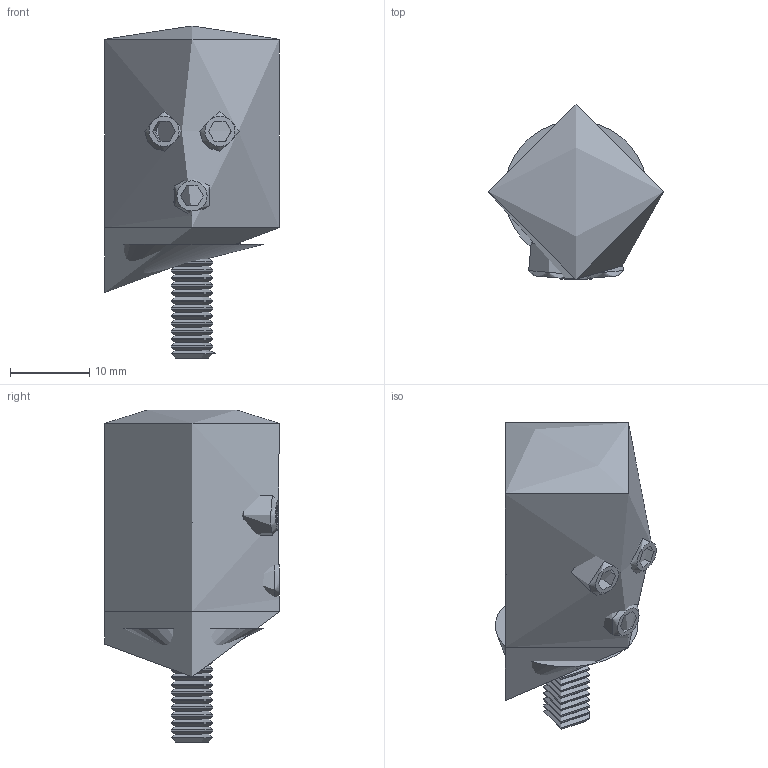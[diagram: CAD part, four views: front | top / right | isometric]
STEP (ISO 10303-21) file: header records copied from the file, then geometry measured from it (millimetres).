
FILE_DESCRIPTION (( 'STEP AP203' ), '1' );
FILE_NAME ('50404-240ASTO.step', '2020-02-11T08:02:56', ( '' ), ( '' ), 'SwSTEP 2.0', 'SolidWorks 2015', '' );
FILE_SCHEMA (( 'CONFIG_CONTROL_DESIGN' ));
Length unit declared in the file: millimetre
Products named in the file (13): DIN914_DIN 914 M5x6; socket countersunk head screw_din_DIN 7991 - M6 x 25 --- 25S; Querstabhalter Teil1 Konfig; Querstabhalter Teil2 Konfig; Querstabhalter Teil1 Konfig_50XXX-240ASTO Teil1 �10,2; DIN913_DIN 913 M5x5; DIN913; DIN914; Querstabhalter Teil2 Konfig_50XXX-240A Teil2 �33,7; 50404-240ASTO; socket countersunk head screw_din
Assembly tree (9 placements, depth 2):
  Querstabhalter Teil1 Konfig
  Querstabhalter Teil2 Konfig
  50404-240ASTO
    Querstabhalter Teil1 Konfig_50XXX-240ASTO Teil1 �10,2
    Querstabhalter Teil2 Konfig_50XXX-240A Teil2 �33,7
    DIN914_DIN 914 M5x6
    DIN913_DIN 913 M5x5  x2
    socket countersunk head screw_din_DIN 7991 - M6 x 25 --- 25S
  50404-240ASTO
    DIN914
    DIN913
    DIN913
  socket countersunk head screw_din
Bounding box: 22 x 22 x 41.88 mm (x, y, z)
Volume: 8712.3 mm3; surface area: 6353.1 mm2
Topology: 6 solids, 6 shells, 431 faces, 1070 edges, 685 vertices
Faces by surface type: plane 219, bspline 115, cone 57, cylinder 38, sphere 1, torus 1
Full cylindrical faces by diameter (mm): 4.2 x3, 5 x3, 6 x22, 6.5 x1, 10.2 x1, 11.57 x1, 11.9 x2, 12 x1, 18 x1, 22 x2
Entity records: 27342 total; most frequent: CARTESIAN_POINT 17432, ORIENTED_EDGE 1836, DIRECTION 1406, EDGE_CURVE 918, VERTEX_POINT 642, LINE 570, VECTOR 570, EDGE_LOOP 552
